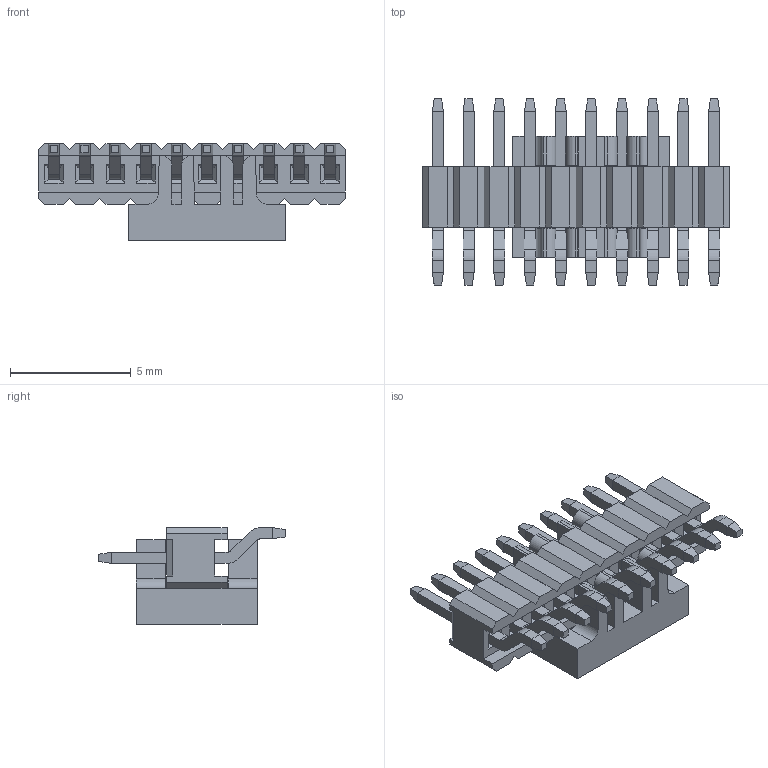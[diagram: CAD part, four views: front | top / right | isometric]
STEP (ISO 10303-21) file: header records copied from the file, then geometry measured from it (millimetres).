
FILE_DESCRIPTION( ('This file contains a STEP AP42 implementation' ,'as created by ZW3D STEP Interface translator.') ,'2;1' );
FILE_NAME( '1325-1110XXZ082XXXX(拸翐).stp' ,'23 317.143445', (''), ('ZWCAD Software Co.'), 'Version 1.0', 'ZW3D to STEP translator', '' );
FILE_SCHEMA(('AUTOMOTIVE_DESIGN { 1 0 10303 214 1 1 1 1 }'));
Length unit declared in the file: millimetre
Products named in the file (2): 0; 1325-1110XXZ082XXXX(拸翐)
Bounding box: 12.7 x 7.7 x 4 mm (x, y, z)
Volume: 136.9 mm3; surface area: 491.3 mm2
Topology: 12 solids, 12 shells, 460 faces, 1161 edges, 734 vertices
Faces by surface type: plane 408, cylinder 52
Entity records: 13964 total; most frequent: CARTESIAN_POINT 2356, ORIENTED_EDGE 2322, DIRECTION 2187, EDGE_CURVE 1161, VECTOR 1057, LINE 1057, VERTEX_POINT 734, AXIS2_PLACEMENT_3D 565
